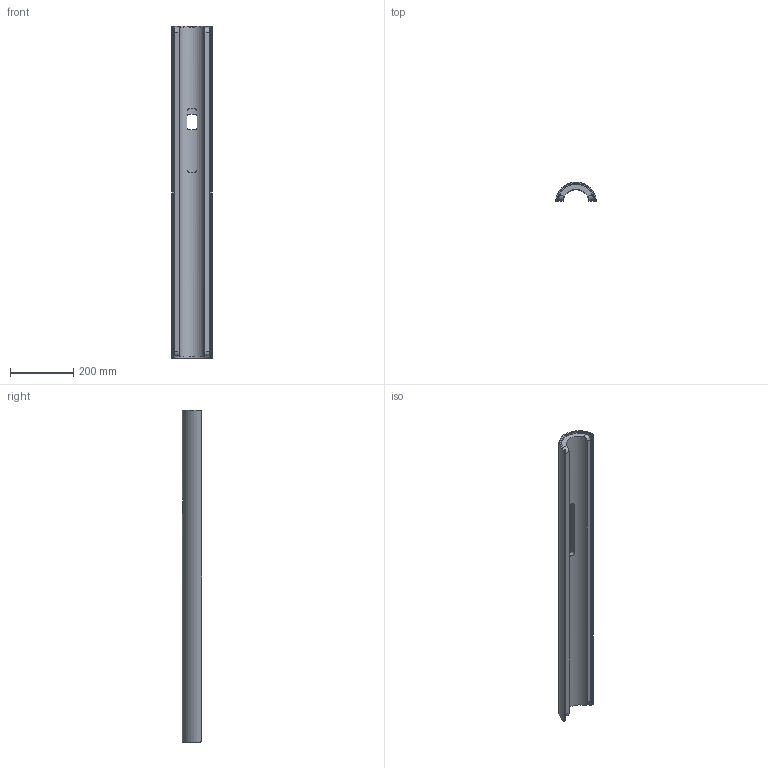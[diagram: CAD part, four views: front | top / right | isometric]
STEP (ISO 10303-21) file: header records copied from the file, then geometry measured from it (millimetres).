
FILE_DESCRIPTION (( 'STEP AP214' ), '1' );
FILE_NAME ('Jacket Envelope.STEP', '2014-07-22T20:54:39', ( '' ), ( '' ), 'SwSTEP 2.0', 'SolidWorks 2014', '' );
FILE_SCHEMA (( 'AUTOMOTIVE_DESIGN' ));
Length unit declared in the file: millimetre
Products named in the file (3): BJ heater blanket solid cyl; BJ felt layers; Jacket Envelope
Assembly tree (2 placements, depth 2):
  Jacket Envelope
    BJ felt layers
    BJ heater blanket solid cyl
Bounding box: 128.53 x 61.25 x 1048 mm (x, y, z)
Volume: 3555220.7 mm3; surface area: 1494558 mm2
Topology: 4 solids, 4 shells, 72 faces, 192 edges, 128 vertices
Faces by surface type: cylinder 40, plane 32
Entity records: 3508 total; most frequent: CARTESIAN_POINT 1661, ORIENTED_EDGE 384, DIRECTION 314, EDGE_CURVE 192, VERTEX_POINT 128, AXIS2_PLACEMENT_3D 109, LINE 96, VECTOR 96
